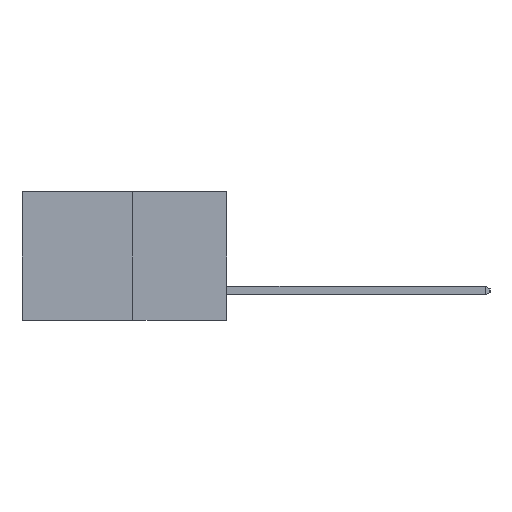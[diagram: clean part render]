
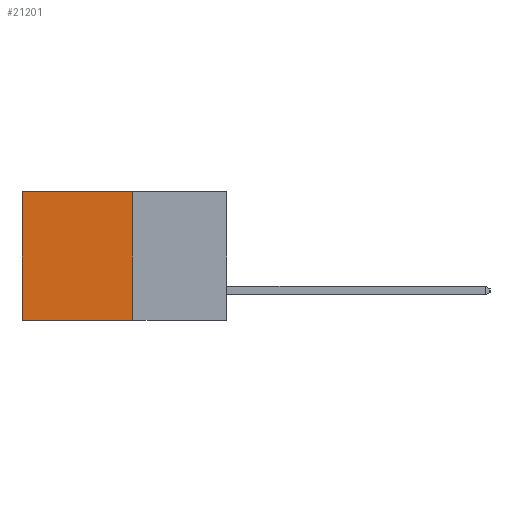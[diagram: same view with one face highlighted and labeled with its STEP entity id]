
A CAD part, left-side view. The second image highlights one B-rep face of the part: STEP entity #21201.
In plain terms, the highlighted planar face has unit normal (-1, 0, 0).
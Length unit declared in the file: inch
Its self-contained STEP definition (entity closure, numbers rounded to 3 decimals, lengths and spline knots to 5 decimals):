
#339 = VERTEX_POINT ( 'NONE', #3686 ) ;
#350 = ORIENTED_EDGE ( 'NONE', *, *, #894, .F. ) ;
#894 = EDGE_CURVE ( 'NONE', #10758, #16671, #14003, .T. ) ;
#2753 = LINE ( 'NONE', #15411, #17820 ) ;
#3686 = CARTESIAN_POINT ( 'NONE',  ( 0.277, 0.59, 0. ) ) ;
#5007 = EDGE_CURVE ( 'NONE', #5540, #339, #2753, .T. ) ;
#5540 = VERTEX_POINT ( 'NONE', #23218 ) ;
#5710 = PLANE ( 'NONE',  #10088 ) ;
#7407 = ORIENTED_EDGE ( 'NONE', *, *, #5007, .T. ) ;
#7589 = CARTESIAN_POINT ( 'NONE',  ( 0.277, 0.27, -0.37 ) ) ;
#7677 = DIRECTION ( 'NONE',  ( 0., 0., -1. ) ) ;
#7743 = EDGE_CURVE ( 'NONE', #339, #16671, #20707, .T. ) ;
#8213 = DIRECTION ( 'NONE',  ( 0., 1., 0. ) ) ;
#8739 = VECTOR ( 'NONE', #17406, 39.37008 ) ;
#9310 = DIRECTION ( 'NONE',  ( 0., 0., -1. ) ) ;
#9971 = CARTESIAN_POINT ( 'NONE',  ( 0.277, 0.27, -0.37 ) ) ;
#10088 = AXIS2_PLACEMENT_3D ( 'NONE', #7589, #19331, #7677 ) ;
#10758 = VERTEX_POINT ( 'NONE', #22291 ) ;
#12511 = FACE_OUTER_BOUND ( 'NONE', #19288, .T. ) ;
#13286 = VECTOR ( 'NONE', #9310, 39.37008 ) ;
#14003 = LINE ( 'NONE', #9971, #8739 ) ;
#14694 = ORIENTED_EDGE ( 'NONE', *, *, #24359, .F. ) ;
#15411 = CARTESIAN_POINT ( 'NONE',  ( 0.277, 0.27, 0. ) ) ;
#15584 = VECTOR ( 'NONE', #24885, 39.37008 ) ;
#15766 = CARTESIAN_POINT ( 'NONE',  ( 0.277, 0.59, -0.37 ) ) ;
#16671 = VERTEX_POINT ( 'NONE', #15766 ) ;
#17406 = DIRECTION ( 'NONE',  ( 0., 1., 0. ) ) ;
#17820 = VECTOR ( 'NONE', #8213, 39.37008 ) ;
#18545 = ORIENTED_EDGE ( 'NONE', *, *, #7743, .T. ) ;
#19026 = CARTESIAN_POINT ( 'NONE',  ( 0.277, 0.59, -0.37 ) ) ;
#19288 = EDGE_LOOP ( 'NONE', ( #18545, #350, #14694, #7407 ) ) ;
#19331 = DIRECTION ( 'NONE',  ( 1., 0., 0. ) ) ;
#20707 = LINE ( 'NONE', #19026, #15584 ) ;
#21201 = ADVANCED_FACE ( 'NONE', ( #12511 ), #5710, .F. ) ;
#22291 = CARTESIAN_POINT ( 'NONE',  ( 0.277, 0.27, -0.37 ) ) ;
#22947 = LINE ( 'NONE', #24860, #13286 ) ;
#23218 = CARTESIAN_POINT ( 'NONE',  ( 0.277, 0.27, 0. ) ) ;
#24359 = EDGE_CURVE ( 'NONE', #5540, #10758, #22947, .T. ) ;
#24860 = CARTESIAN_POINT ( 'NONE',  ( 0.277, 0.27, -0.37 ) ) ;
#24885 = DIRECTION ( 'NONE',  ( 0., 0., -1. ) ) ;
